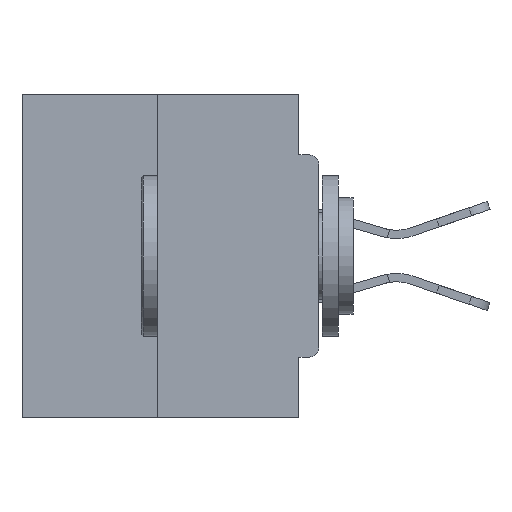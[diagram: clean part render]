
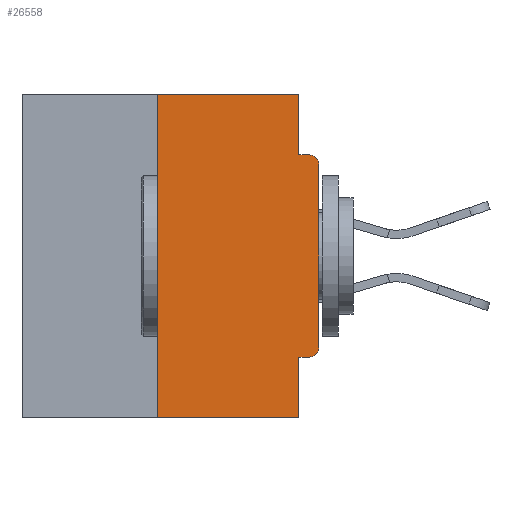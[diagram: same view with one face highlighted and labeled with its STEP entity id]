
A CAD part, left-side view. The second image highlights one B-rep face of the part: STEP entity #26558.
In plain terms, the highlighted planar face has unit normal (-1, 0, 0).
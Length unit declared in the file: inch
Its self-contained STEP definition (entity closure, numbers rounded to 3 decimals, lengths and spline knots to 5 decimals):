
#45 = VECTOR ( 'NONE', #3821, 39.37008 ) ;
#306 = VERTEX_POINT ( 'NONE', #36195 ) ;
#1001 = CARTESIAN_POINT ( 'NONE',  ( 0., 0., -0.1085 ) ) ;
#1977 = CARTESIAN_POINT ( 'NONE',  ( 0., 0., 0. ) ) ;
#3279 = VERTEX_POINT ( 'NONE', #17420 ) ;
#3821 = DIRECTION ( 'NONE',  ( 0., 1., 0. ) ) ;
#4893 = VECTOR ( 'NONE', #31900, 39.37008 ) ;
#5088 = EDGE_CURVE ( 'NONE', #23725, #24590, #24126, .T. ) ;
#5129 = CARTESIAN_POINT ( 'NONE',  ( 0., 0.031, 0. ) ) ;
#5176 = EDGE_LOOP ( 'NONE', ( #22409, #15032, #25123, #8001, #34343, #20741, #24031, #20045, #27795, #11569 ) ) ;
#5645 = CARTESIAN_POINT ( 'NONE',  ( 0., 0.25, -0.5 ) ) ;
#7462 = CARTESIAN_POINT ( 'NONE',  ( 0., 0.25, 0. ) ) ;
#7695 = LINE ( 'NONE', #12055, #45 ) ;
#8001 = ORIENTED_EDGE ( 'NONE', *, *, #11811, .F. ) ;
#9083 = LINE ( 'NONE', #30298, #19066 ) ;
#9421 = CARTESIAN_POINT ( 'NONE',  ( 0., 0.031, -0.5 ) ) ;
#9613 = EDGE_CURVE ( 'NONE', #24705, #3279, #24391, .T. ) ;
#10106 = LINE ( 'NONE', #32953, #28297 ) ;
#10118 = LINE ( 'NONE', #7462, #16018 ) ;
#10680 = EDGE_CURVE ( 'NONE', #12520, #24705, #24744, .T. ) ;
#11288 = PLANE ( 'NONE',  #36727 ) ;
#11569 = ORIENTED_EDGE ( 'NONE', *, *, #5088, .F. ) ;
#11811 = EDGE_CURVE ( 'NONE', #19392, #26291, #10106, .T. ) ;
#11859 = CARTESIAN_POINT ( 'NONE',  ( 0., 0.46, 0. ) ) ;
#12013 = VECTOR ( 'NONE', #25044, 39.37008 ) ;
#12055 = CARTESIAN_POINT ( 'NONE',  ( 0., 0., -0.4065 ) ) ;
#12520 = VERTEX_POINT ( 'NONE', #29096 ) ;
#12579 = LINE ( 'NONE', #17412, #4893 ) ;
#12775 = EDGE_CURVE ( 'NONE', #35199, #12520, #15595, .T. ) ;
#12854 = AXIS2_PLACEMENT_3D ( 'NONE', #22748, #31741, #31620 ) ;
#13006 = CARTESIAN_POINT ( 'NONE',  ( 0., 0.015, -0.3915 ) ) ;
#13371 = DIRECTION ( 'NONE',  ( 0., 0., -1. ) ) ;
#13515 = CARTESIAN_POINT ( 'NONE',  ( 0., 0.031, 0. ) ) ;
#13936 = CARTESIAN_POINT ( 'NONE',  ( 0., 0.015, -0.4065 ) ) ;
#14248 = VERTEX_POINT ( 'NONE', #5645 ) ;
#15032 = ORIENTED_EDGE ( 'NONE', *, *, #32556, .F. ) ;
#15331 = DIRECTION ( 'NONE',  ( 0., 0., -1. ) ) ;
#15595 = CIRCLE ( 'NONE', #17216, 0.015 ) ;
#15690 = DIRECTION ( 'NONE',  ( 0., -1., 0. ) ) ;
#15956 = EDGE_CURVE ( 'NONE', #14248, #26291, #12579, .T. ) ;
#16018 = VECTOR ( 'NONE', #36300, 39.37008 ) ;
#17162 = DIRECTION ( 'NONE',  ( 0., 0., -1. ) ) ;
#17216 = AXIS2_PLACEMENT_3D ( 'NONE', #13006, #24460, #33732 ) ;
#17412 = CARTESIAN_POINT ( 'NONE',  ( 0., 0.46, -0.5 ) ) ;
#17420 = CARTESIAN_POINT ( 'NONE',  ( 0., 0.015, -0.0935 ) ) ;
#19066 = VECTOR ( 'NONE', #15690, 39.37008 ) ;
#19392 = VERTEX_POINT ( 'NONE', #27717 ) ;
#20045 = ORIENTED_EDGE ( 'NONE', *, *, #9613, .T. ) ;
#20741 = ORIENTED_EDGE ( 'NONE', *, *, #12775, .T. ) ;
#20917 = EDGE_CURVE ( 'NONE', #306, #23725, #30060, .T. ) ;
#21895 = EDGE_CURVE ( 'NONE', #24590, #3279, #9083, .T. ) ;
#22336 = VECTOR ( 'NONE', #13371, 39.37008 ) ;
#22409 = ORIENTED_EDGE ( 'NONE', *, *, #20917, .F. ) ;
#22748 = CARTESIAN_POINT ( 'NONE',  ( 0., 0.015, -0.1085 ) ) ;
#22795 = VECTOR ( 'NONE', #36363, 39.37008 ) ;
#22867 = CARTESIAN_POINT ( 'NONE',  ( 0., 0.46, 0. ) ) ;
#23725 = VERTEX_POINT ( 'NONE', #5129 ) ;
#24031 = ORIENTED_EDGE ( 'NONE', *, *, #10680, .T. ) ;
#24126 = LINE ( 'NONE', #13515, #22336 ) ;
#24391 = CIRCLE ( 'NONE', #12854, 0.015 ) ;
#24460 = DIRECTION ( 'NONE',  ( -1., 0., 0. ) ) ;
#24590 = VERTEX_POINT ( 'NONE', #36159 ) ;
#24705 = VERTEX_POINT ( 'NONE', #1001 ) ;
#24744 = LINE ( 'NONE', #1977, #12013 ) ;
#25044 = DIRECTION ( 'NONE',  ( 0., 0., 1. ) ) ;
#25123 = ORIENTED_EDGE ( 'NONE', *, *, #15956, .T. ) ;
#25770 = DIRECTION ( 'NONE',  ( 1., 0., 0. ) ) ;
#26291 = VERTEX_POINT ( 'NONE', #9421 ) ;
#26558 = ADVANCED_FACE ( 'NONE', ( #32766 ), #11288, .F. ) ;
#27717 = CARTESIAN_POINT ( 'NONE',  ( 0., 0.031, -0.4065 ) ) ;
#27795 = ORIENTED_EDGE ( 'NONE', *, *, #21895, .F. ) ;
#28297 = VECTOR ( 'NONE', #15331, 39.37008 ) ;
#28598 = EDGE_CURVE ( 'NONE', #35199, #19392, #7695, .T. ) ;
#29096 = CARTESIAN_POINT ( 'NONE',  ( 0., 0., -0.3915 ) ) ;
#30060 = LINE ( 'NONE', #11859, #22795 ) ;
#30298 = CARTESIAN_POINT ( 'NONE',  ( 0., 0., -0.0935 ) ) ;
#31620 = DIRECTION ( 'NONE',  ( 0., 0., -1. ) ) ;
#31741 = DIRECTION ( 'NONE',  ( -1., 0., 0. ) ) ;
#31900 = DIRECTION ( 'NONE',  ( 0., -1., 0. ) ) ;
#32556 = EDGE_CURVE ( 'NONE', #14248, #306, #10118, .T. ) ;
#32766 = FACE_OUTER_BOUND ( 'NONE', #5176, .T. ) ;
#32953 = CARTESIAN_POINT ( 'NONE',  ( 0., 0.031, -0.5 ) ) ;
#33732 = DIRECTION ( 'NONE',  ( 0., 0., -1. ) ) ;
#34343 = ORIENTED_EDGE ( 'NONE', *, *, #28598, .F. ) ;
#35199 = VERTEX_POINT ( 'NONE', #13936 ) ;
#36159 = CARTESIAN_POINT ( 'NONE',  ( 0., 0.031, -0.0935 ) ) ;
#36195 = CARTESIAN_POINT ( 'NONE',  ( 0., 0.25, 0. ) ) ;
#36300 = DIRECTION ( 'NONE',  ( 0., 0., 1. ) ) ;
#36363 = DIRECTION ( 'NONE',  ( 0., -1., 0. ) ) ;
#36727 = AXIS2_PLACEMENT_3D ( 'NONE', #22867, #25770, #17162 ) ;
